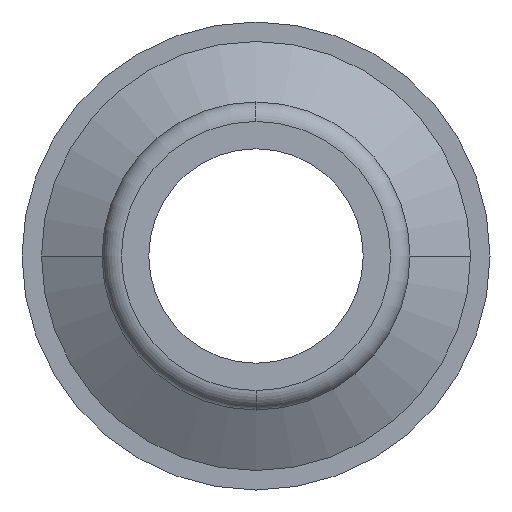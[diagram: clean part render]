
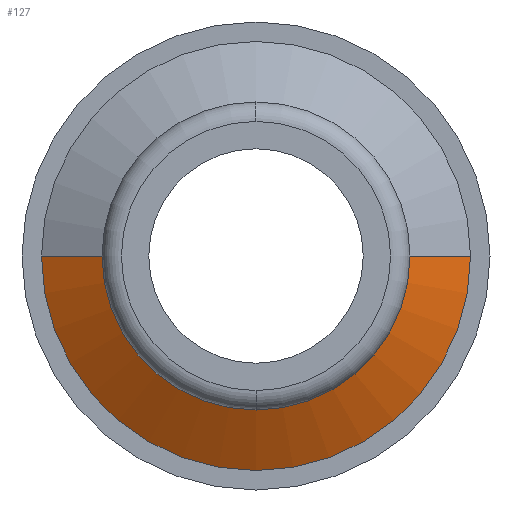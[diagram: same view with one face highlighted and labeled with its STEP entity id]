
A CAD part, front view. The second image highlights one B-rep face of the part: STEP entity #127.
In plain terms, the highlighted conical face has half-angle 60 degrees and reference radius 4.725 mm.
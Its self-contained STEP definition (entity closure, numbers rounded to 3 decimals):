
#127=ADVANCED_FACE('',(#287),#288,.T.);
#287=FACE_OUTER_BOUND('',#476,.T.);
#288=CONICAL_SURFACE('',#477,4.725,1.047);
#476=EDGE_LOOP('',(#777,#778,#779,#780));
#477=AXIS2_PLACEMENT_3D('',#781,#782,#783);
#777=ORIENTED_EDGE('',*,*,#1166,.F.);
#778=ORIENTED_EDGE('',*,*,#1103,.T.);
#779=ORIENTED_EDGE('',*,*,#1167,.F.);
#780=ORIENTED_EDGE('',*,*,#1168,.F.);
#781=CARTESIAN_POINT('',(0.0,8.447,0.0));
#782=DIRECTION('',(-0.0,1.0,-0.0));
#783=DIRECTION('',(1.0,0.0,0.0));
#1103=EDGE_CURVE('',#1308,#1314,#1316,.T.);
#1166=EDGE_CURVE('',#1308,#1395,#1413,.T.);
#1167=EDGE_CURVE('',#1399,#1314,#1414,.T.);
#1168=EDGE_CURVE('',#1395,#1399,#1415,.T.);
#1308=VERTEX_POINT('',#1575);
#1314=VERTEX_POINT('',#1582);
#1316=CIRCLE('',#1585,3.95);
#1395=VERTEX_POINT('',#1674);
#1399=VERTEX_POINT('',#1679);
#1413=LINE('',#1698,#1699);
#1414=LINE('',#1700,#1701);
#1415=CIRCLE('',#1702,5.5);
#1575=CARTESIAN_POINT('',(3.95,8.0,0.0));
#1582=CARTESIAN_POINT('',(-3.95,8.0,0.));
#1585=AXIS2_PLACEMENT_3D('',#1883,#1884,#1885);
#1674=CARTESIAN_POINT('',(5.5,8.895,0.0));
#1679=CARTESIAN_POINT('',(-5.5,8.895,0.));
#1698=CARTESIAN_POINT('',(4.725,8.447,0.));
#1699=VECTOR('',#1995,1.0);
#1700=CARTESIAN_POINT('',(-4.725,8.447,0.));
#1701=VECTOR('',#1996,1.0);
#1702=AXIS2_PLACEMENT_3D('',#1997,#1998,#1999);
#1883=CARTESIAN_POINT('',(0.0,8.0,0.0));
#1884=DIRECTION('',(-0.0,1.0,0.0));
#1885=DIRECTION('',(1.0,0.0,0.0));
#1995=DIRECTION('',(0.866,0.5,0.));
#1996=DIRECTION('',(0.866,-0.5,0.));
#1997=CARTESIAN_POINT('',(0.0,8.895,0.0));
#1998=DIRECTION('',(-0.0,1.0,0.0));
#1999=DIRECTION('',(1.0,0.0,0.0));
